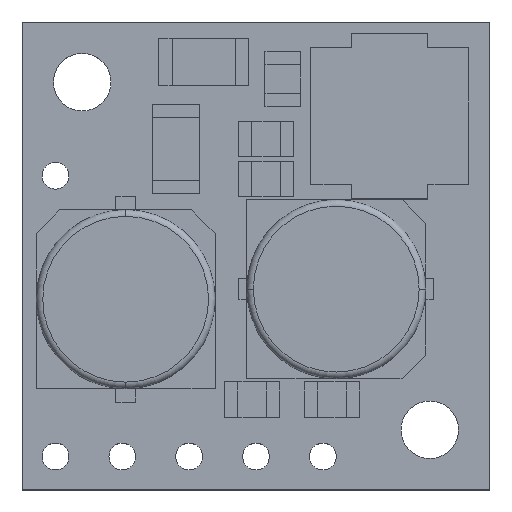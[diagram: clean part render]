
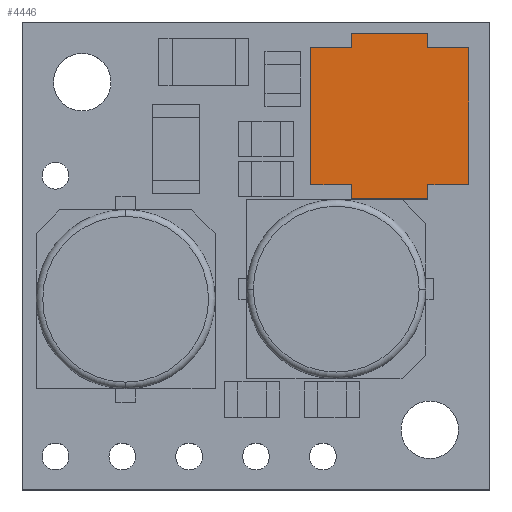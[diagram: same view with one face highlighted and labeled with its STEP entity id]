
A CAD part, top view. The second image highlights one B-rep face of the part: STEP entity #4446.
In plain terms, the highlighted planar face has unit normal (0, 0, 1).
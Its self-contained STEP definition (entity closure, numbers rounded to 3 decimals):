
#70 = LINE ( 'NONE', #17714, #2264 ) ;
#191 = DIRECTION ( 'NONE',  ( 0., 0., 1. ) ) ;
#436 = VERTEX_POINT ( 'NONE', #29441 ) ;
#575 = DIRECTION ( 'NONE',  ( 1., 0., 0. ) ) ;
#641 = CARTESIAN_POINT ( 'NONE',  ( 15.42, 17.347, 5.512 ) ) ;
#815 = ORIENTED_EDGE ( 'NONE', *, *, #25342, .T. ) ;
#1106 = DIRECTION ( 'NONE',  ( 1., 0., 0. ) ) ;
#1499 = CARTESIAN_POINT ( 'NONE',  ( 12.52, 11.597, 5.512 ) ) ;
#1601 = VECTOR ( 'NONE', #21957, 1000. ) ;
#2047 = CARTESIAN_POINT ( 'NONE',  ( 16.97, 16.797, 5.512 ) ) ;
#2264 = VECTOR ( 'NONE', #29149, 1000. ) ;
#3888 = EDGE_CURVE ( 'NONE', #26334, #21361, #30419, .T. ) ;
#4143 = CARTESIAN_POINT ( 'NONE',  ( 15.42, 17.347, 5.512 ) ) ;
#4174 = CARTESIAN_POINT ( 'NONE',  ( 12.52, 17.347, 5.512 ) ) ;
#4265 = EDGE_CURVE ( 'NONE', #37088, #25882, #13629, .T. ) ;
#4446 = ADVANCED_FACE ( 'NONE', ( #29083 ), #34152, .T. ) ;
#4502 = LINE ( 'NONE', #2047, #1601 ) ;
#4518 = CARTESIAN_POINT ( 'NONE',  ( 15.42, 16.797, 5.512 ) ) ;
#5257 = CARTESIAN_POINT ( 'NONE',  ( 15.42, 11.047, 5.512 ) ) ;
#6354 = ORIENTED_EDGE ( 'NONE', *, *, #33924, .T. ) ;
#6412 = CARTESIAN_POINT ( 'NONE',  ( 15.42, 11.597, 5.512 ) ) ;
#6955 = ORIENTED_EDGE ( 'NONE', *, *, #12863, .T. ) ;
#7585 = ORIENTED_EDGE ( 'NONE', *, *, #4265, .T. ) ;
#8172 = VECTOR ( 'NONE', #29999, 1000. ) ;
#9111 = CARTESIAN_POINT ( 'NONE',  ( 12.52, 11.597, 5.512 ) ) ;
#9788 = LINE ( 'NONE', #26679, #36159 ) ;
#9961 = VECTOR ( 'NONE', #1106, 1000. ) ;
#10185 = CARTESIAN_POINT ( 'NONE',  ( 15.42, 11.597, 5.512 ) ) ;
#10944 = LINE ( 'NONE', #16206, #26012 ) ;
#12089 = DIRECTION ( 'NONE',  ( 0., 1., 0. ) ) ;
#12176 = CARTESIAN_POINT ( 'NONE',  ( 15.42, 11.047, 5.512 ) ) ;
#12677 = VERTEX_POINT ( 'NONE', #33872 ) ;
#12731 = LINE ( 'NONE', #12176, #9961 ) ;
#12863 = EDGE_CURVE ( 'NONE', #12677, #21510, #34783, .T. ) ;
#13042 = CARTESIAN_POINT ( 'NONE',  ( 10.97, 16.797, 5.512 ) ) ;
#13121 = VERTEX_POINT ( 'NONE', #25588 ) ;
#13138 = LINE ( 'NONE', #4518, #8172 ) ;
#13629 = LINE ( 'NONE', #21511, #27097 ) ;
#14296 = ORIENTED_EDGE ( 'NONE', *, *, #30355, .T. ) ;
#14912 = LINE ( 'NONE', #641, #29026 ) ;
#16206 = CARTESIAN_POINT ( 'NONE',  ( 12.52, 16.797, 5.512 ) ) ;
#16225 = ORIENTED_EDGE ( 'NONE', *, *, #25542, .T. ) ;
#16324 = AXIS2_PLACEMENT_3D ( 'NONE', #22735, #191, #575 ) ;
#17714 = CARTESIAN_POINT ( 'NONE',  ( 12.52, 16.797, 5.512 ) ) ;
#18681 = VERTEX_POINT ( 'NONE', #26425 ) ;
#18943 = EDGE_CURVE ( 'NONE', #25882, #31681, #70, .T. ) ;
#20291 = EDGE_CURVE ( 'NONE', #21510, #18681, #9788, .T. ) ;
#20541 = DIRECTION ( 'NONE',  ( 1., 0., 0. ) ) ;
#20930 = LINE ( 'NONE', #13042, #21975 ) ;
#21361 = VERTEX_POINT ( 'NONE', #6412 ) ;
#21510 = VERTEX_POINT ( 'NONE', #1499 ) ;
#21511 = CARTESIAN_POINT ( 'NONE',  ( 15.42, 17.347, 5.512 ) ) ;
#21864 = VECTOR ( 'NONE', #20541, 1000. ) ;
#21886 = DIRECTION ( 'NONE',  ( -1., 0., 0. ) ) ;
#21957 = DIRECTION ( 'NONE',  ( 0., 1., 0. ) ) ;
#21975 = VECTOR ( 'NONE', #29353, 1000. ) ;
#22015 = LINE ( 'NONE', #30602, #28424 ) ;
#22540 = EDGE_CURVE ( 'NONE', #21361, #31015, #22015, .T. ) ;
#22735 = CARTESIAN_POINT ( 'NONE',  ( 13.97, 14.197, 5.512 ) ) ;
#25035 = DIRECTION ( 'NONE',  ( -1., 0., 0. ) ) ;
#25342 = EDGE_CURVE ( 'NONE', #31015, #436, #4502, .T. ) ;
#25542 = EDGE_CURVE ( 'NONE', #33041, #12677, #20930, .T. ) ;
#25588 = CARTESIAN_POINT ( 'NONE',  ( 15.42, 16.797, 5.512 ) ) ;
#25829 = ORIENTED_EDGE ( 'NONE', *, *, #18943, .T. ) ;
#25882 = VERTEX_POINT ( 'NONE', #4174 ) ;
#26012 = VECTOR ( 'NONE', #25035, 1000. ) ;
#26334 = VERTEX_POINT ( 'NONE', #5257 ) ;
#26425 = CARTESIAN_POINT ( 'NONE',  ( 12.52, 11.047, 5.512 ) ) ;
#26679 = CARTESIAN_POINT ( 'NONE',  ( 12.52, 11.047, 5.512 ) ) ;
#27097 = VECTOR ( 'NONE', #21886, 1000. ) ;
#27617 = DIRECTION ( 'NONE',  ( 1., 0., 0. ) ) ;
#27789 = DIRECTION ( 'NONE',  ( 0., 1., 0. ) ) ;
#28424 = VECTOR ( 'NONE', #27617, 1000. ) ;
#28433 = EDGE_CURVE ( 'NONE', #13121, #37088, #14912, .T. ) ;
#29026 = VECTOR ( 'NONE', #12089, 1000. ) ;
#29083 = FACE_OUTER_BOUND ( 'NONE', #33160, .T. ) ;
#29149 = DIRECTION ( 'NONE',  ( 0., -1., 0. ) ) ;
#29353 = DIRECTION ( 'NONE',  ( 0., -1., 0. ) ) ;
#29441 = CARTESIAN_POINT ( 'NONE',  ( 16.97, 16.797, 5.512 ) ) ;
#29999 = DIRECTION ( 'NONE',  ( -1., 0., 0. ) ) ;
#30355 = EDGE_CURVE ( 'NONE', #436, #13121, #13138, .T. ) ;
#30419 = LINE ( 'NONE', #10185, #36039 ) ;
#30433 = ORIENTED_EDGE ( 'NONE', *, *, #32481, .T. ) ;
#30602 = CARTESIAN_POINT ( 'NONE',  ( 15.42, 11.597, 5.512 ) ) ;
#30655 = CARTESIAN_POINT ( 'NONE',  ( 10.97, 16.797, 5.512 ) ) ;
#31015 = VERTEX_POINT ( 'NONE', #33787 ) ;
#31681 = VERTEX_POINT ( 'NONE', #34081 ) ;
#32481 = EDGE_CURVE ( 'NONE', #18681, #26334, #12731, .T. ) ;
#32497 = ORIENTED_EDGE ( 'NONE', *, *, #28433, .T. ) ;
#33019 = DIRECTION ( 'NONE',  ( 0., -1., 0. ) ) ;
#33041 = VERTEX_POINT ( 'NONE', #30655 ) ;
#33160 = EDGE_LOOP ( 'NONE', ( #36898, #30433, #36094, #35872, #815, #14296, #32497, #7585, #25829, #6354, #16225, #6955 ) ) ;
#33787 = CARTESIAN_POINT ( 'NONE',  ( 16.97, 11.597, 5.512 ) ) ;
#33872 = CARTESIAN_POINT ( 'NONE',  ( 10.97, 11.597, 5.512 ) ) ;
#33924 = EDGE_CURVE ( 'NONE', #31681, #33041, #10944, .T. ) ;
#34081 = CARTESIAN_POINT ( 'NONE',  ( 12.52, 16.797, 5.512 ) ) ;
#34152 = PLANE ( 'NONE',  #16324 ) ;
#34783 = LINE ( 'NONE', #9111, #21864 ) ;
#35872 = ORIENTED_EDGE ( 'NONE', *, *, #22540, .T. ) ;
#36039 = VECTOR ( 'NONE', #27789, 1000. ) ;
#36094 = ORIENTED_EDGE ( 'NONE', *, *, #3888, .T. ) ;
#36159 = VECTOR ( 'NONE', #33019, 1000. ) ;
#36898 = ORIENTED_EDGE ( 'NONE', *, *, #20291, .T. ) ;
#37088 = VERTEX_POINT ( 'NONE', #4143 ) ;
